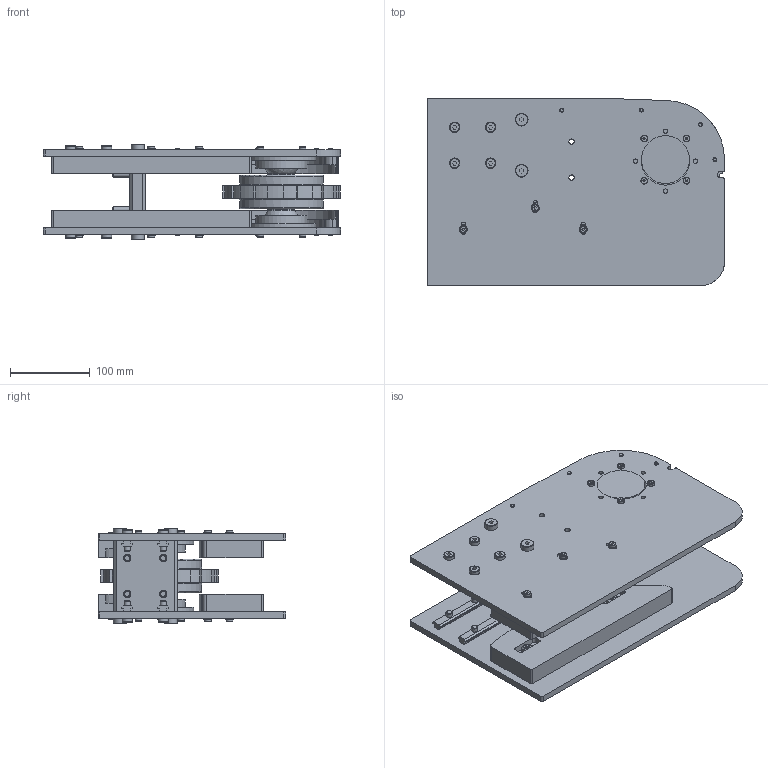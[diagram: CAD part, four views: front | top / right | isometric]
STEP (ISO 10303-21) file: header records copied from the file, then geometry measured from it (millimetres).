
FILE_DESCRIPTION(/* description */ (''),/* implementation_level */ '2;1');
FILE_NAME(/* name */ '291281-0.step',/* time_stamp */ '2021-09-06T08:59:33+02:00',/* author */ ('MuellerJ'),/* organization */ (''),/* preprocessor_version */ 'ST-DEVELOPER v18.1',/* originating_system */ 'Autodesk Inventor 2021',/* authorisation */ '');
FILE_SCHEMA (('AUTOMOTIVE_DESIGN { 1 0 10303 214 3 1 1 }'));
Length unit declared in the file: millimetre
Products named in the file (20): MTW_1-00013584; MTW_1-00013558; 29-0742-0FZ.000; leer; leer_1; leer_2; leer_3; 29-0736-0FZ.001; leer_4; leer_5; 21-1029-1FZ.001; MTW_1-00013528; MTW_1-00013512; MTW_1-00013504; MTW_1-00013551; leer_6; leer_7; leer_8; 21-1351-0FZ.004; Shoulder screw ISO 7379-10-M8-20
Assembly tree (70 placements, depth 2):
  MTW_1-00013584
    MTW_1-00013558  x2
    29-0742-0FZ.000  x2
    leer  x2
    leer_1  x2
    leer_2
    leer_3
    29-0736-0FZ.001
    leer_4  x16
    leer_5  x8
    21-1029-1FZ.001  x4
    MTW_1-00013528  x2
    MTW_1-00013512
    MTW_1-00013504
    leer_7  x6
    leer_8  x6
    21-1351-0FZ.004  x6
    MTW_1-00013551
    leer_6  x4
    Shoulder screw ISO 7379-10-M8-20  x4
Bounding box: 372 x 235 x 120 mm (x, y, z)
Volume: 3157138.8 mm3; surface area: 743325.5 mm2
Topology: 70 solids, 72 shells, 1721 faces, 4448 edges, 2970 vertices
Faces by surface type: plane 1037, cylinder 396, cone 126, torus 112, sphere 50
Full cylindrical faces by diameter (mm): 2 x4, 4.134 x22, 5 x22, 5.3 x6, 5.5 x24, 6 x4, 6.647 x12, 8 x16, 8.2 x8, 8.376 x4, 8.5 x22, 9 x4, 9.6 x4, 10 x26, 13 x12, 15 x4, 16 x4, 25 x4, 28.6 x2, 30 x3, 32.9 x10, 33.5 x4, 45.15 x4, 46 x2, 52 x4, 60 x2, 64 x2, 86 x2, 105 x2
Entity records: 27232 total; most frequent: CARTESIAN_POINT 4741, DIRECTION 4574, ORIENTED_EDGE 4318, EDGE_CURVE 2159, AXIS2_PLACEMENT_3D 1544, LINE 1486, VECTOR 1486, VERTEX_POINT 1478
